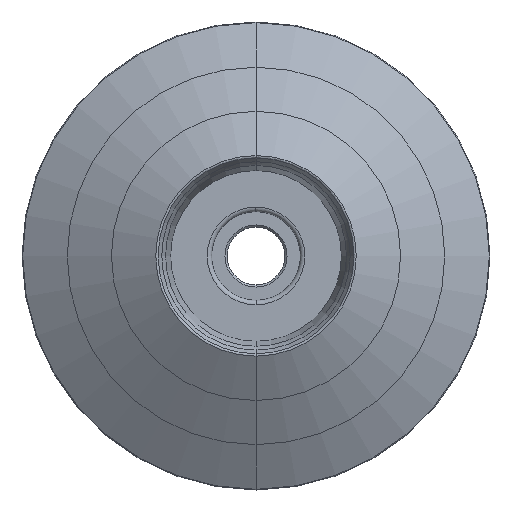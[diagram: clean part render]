
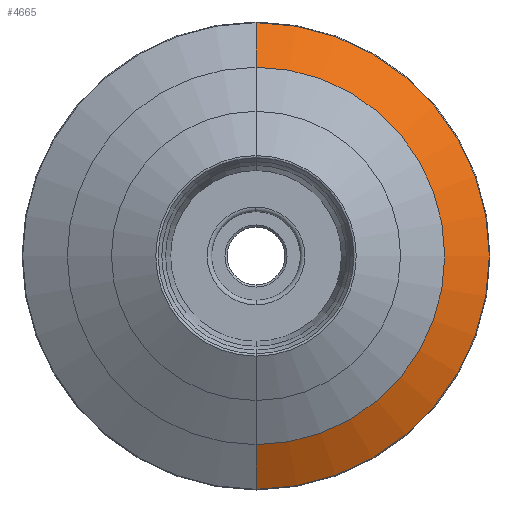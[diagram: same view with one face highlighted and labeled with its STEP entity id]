
A CAD part, top view. The second image highlights one B-rep face of the part: STEP entity #4665.
In plain terms, the highlighted face is a revolution surface.
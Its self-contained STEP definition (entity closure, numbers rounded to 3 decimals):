
#2099=CARTESIAN_POINT('',(0.,0.,38.445));
#2100=DIRECTION('',(0.,0.,-1.));
#2101=DIRECTION('',(0.,1.,0.));
#2102=AXIS2_PLACEMENT_3D('',#2099,#2100,#2101);
#2108=CARTESIAN_POINT('',(0.,42.517,38.445));
#2144=CARTESIAN_POINT('',(0.,-42.517,38.445));
#3217=CARTESIAN_POINT('',(0.,52.568,32.64));
#3253=CARTESIAN_POINT('',(0.,-52.568,32.64));
#3274=CARTESIAN_POINT('',(0.,0.,32.64));
#3275=DIRECTION('',(0.,0.,-1.));
#3276=DIRECTION('',(0.,1.,0.));
#3277=AXIS2_PLACEMENT_3D('',#3274,#3275,#3276);
#3282=CARTESIAN_POINT('',(0.,52.568,32.64));
#3283=CARTESIAN_POINT('',(0.,52.451,32.71));
#3284=CARTESIAN_POINT('',(0.,52.219,32.849));
#3285=CARTESIAN_POINT('',(0.,51.87,33.057));
#3286=CARTESIAN_POINT('',(0.,51.521,33.265));
#3287=CARTESIAN_POINT('',(0.,51.172,33.472));
#3288=CARTESIAN_POINT('',(0.,50.822,33.679));
#3289=CARTESIAN_POINT('',(0.,50.473,33.885));
#3290=CARTESIAN_POINT('',(0.,50.123,34.091));
#3291=CARTESIAN_POINT('',(0.,49.773,34.296));
#3292=CARTESIAN_POINT('',(0.,49.424,34.501));
#3293=CARTESIAN_POINT('',(0.,49.074,34.706));
#3294=CARTESIAN_POINT('',(0.,48.724,34.909));
#3295=CARTESIAN_POINT('',(0.,48.374,35.113));
#3296=CARTESIAN_POINT('',(0.,48.023,35.316));
#3297=CARTESIAN_POINT('',(0.,47.673,35.519));
#3298=CARTESIAN_POINT('',(0.,47.323,35.721));
#3299=CARTESIAN_POINT('',(0.,46.972,35.923));
#3300=CARTESIAN_POINT('',(0.,46.622,36.124));
#3301=CARTESIAN_POINT('',(0.,46.272,36.324));
#3302=CARTESIAN_POINT('',(0.,45.922,36.524));
#3303=CARTESIAN_POINT('',(0.,45.572,36.724));
#3304=CARTESIAN_POINT('',(0.,45.222,36.923));
#3305=CARTESIAN_POINT('',(0.,44.872,37.121));
#3306=CARTESIAN_POINT('',(0.,44.523,37.319));
#3307=CARTESIAN_POINT('',(0.,44.173,37.516));
#3308=CARTESIAN_POINT('',(0.,43.824,37.713));
#3309=CARTESIAN_POINT('',(0.,43.475,37.909));
#3310=CARTESIAN_POINT('',(0.,43.126,38.105));
#3311=CARTESIAN_POINT('',(0.,42.806,38.283));
#3312=CARTESIAN_POINT('',(0.,42.603,38.397));
#3313=CARTESIAN_POINT('',(0.,42.517,38.445));
#3318=CARTESIAN_POINT('',(0.,-52.568,32.64));
#3319=CARTESIAN_POINT('',(0.,-52.451,
32.71));
#3320=CARTESIAN_POINT('',(0.,-52.219,
32.849));
#3321=CARTESIAN_POINT('',(0.,-51.87,
33.057));
#3322=CARTESIAN_POINT('',(0.,-51.521,
33.265));
#3323=CARTESIAN_POINT('',(0.,-51.172,
33.472));
#3324=CARTESIAN_POINT('',(0.,-50.822,
33.679));
#3325=CARTESIAN_POINT('',(0.,-50.473,
33.885));
#3326=CARTESIAN_POINT('',(0.,-50.123,
34.091));
#3327=CARTESIAN_POINT('',(0.,-49.773,
34.296));
#3328=CARTESIAN_POINT('',(0.,-49.424,
34.501));
#3329=CARTESIAN_POINT('',(0.,-49.074,
34.706));
#3330=CARTESIAN_POINT('',(0.,-48.724,
34.909));
#3331=CARTESIAN_POINT('',(0.,-48.374,
35.113));
#3332=CARTESIAN_POINT('',(0.,-48.023,
35.316));
#3333=CARTESIAN_POINT('',(0.,-47.673,
35.519));
#3334=CARTESIAN_POINT('',(0.,-47.323,
35.721));
#3335=CARTESIAN_POINT('',(0.,-46.972,
35.923));
#3336=CARTESIAN_POINT('',(0.,-46.622,
36.124));
#3337=CARTESIAN_POINT('',(0.,-46.272,
36.324));
#3338=CARTESIAN_POINT('',(0.,-45.922,
36.524));
#3339=CARTESIAN_POINT('',(0.,-45.572,
36.724));
#3340=CARTESIAN_POINT('',(0.,-45.222,
36.923));
#3341=CARTESIAN_POINT('',(0.,-44.872,
37.121));
#3342=CARTESIAN_POINT('',(0.,-44.523,
37.319));
#3343=CARTESIAN_POINT('',(0.,-44.173,
37.516));
#3344=CARTESIAN_POINT('',(0.,-43.824,
37.713));
#3345=CARTESIAN_POINT('',(0.,-43.475,
37.909));
#3346=CARTESIAN_POINT('',(0.,-43.126,
38.105));
#3347=CARTESIAN_POINT('',(0.,-42.806,
38.283));
#3348=CARTESIAN_POINT('',(0.,-42.603,38.397));
#3349=CARTESIAN_POINT('',(0.,-42.517,38.445));
#3362=VERTEX_POINT('',#2108);
#3377=VERTEX_POINT('',#3217);
#3378=VERTEX_POINT('',#2144);
#3393=VERTEX_POINT('',#3253);
#4620=CARTESIAN_POINT('',(0.,42.517,38.445));
#4621=CARTESIAN_POINT('',(0.,42.603,38.397));
#4622=CARTESIAN_POINT('',(0.,42.806,38.283));
#4623=CARTESIAN_POINT('',(0.,43.126,38.105));
#4624=CARTESIAN_POINT('',(0.,43.475,37.909));
#4625=CARTESIAN_POINT('',(0.,43.824,37.713));
#4626=CARTESIAN_POINT('',(0.,44.173,37.516));
#4627=CARTESIAN_POINT('',(0.,44.523,37.319));
#4628=CARTESIAN_POINT('',(0.,44.872,37.121));
#4629=CARTESIAN_POINT('',(0.,45.222,36.923));
#4630=CARTESIAN_POINT('',(0.,45.572,36.724));
#4631=CARTESIAN_POINT('',(0.,45.922,36.524));
#4632=CARTESIAN_POINT('',(0.,46.272,36.324));
#4633=CARTESIAN_POINT('',(0.,46.622,36.124));
#4634=CARTESIAN_POINT('',(0.,46.972,35.923));
#4635=CARTESIAN_POINT('',(0.,47.323,35.721));
#4636=CARTESIAN_POINT('',(0.,47.673,35.519));
#4637=CARTESIAN_POINT('',(0.,48.023,35.316));
#4638=CARTESIAN_POINT('',(0.,48.374,35.113));
#4639=CARTESIAN_POINT('',(0.,48.724,34.909));
#4640=CARTESIAN_POINT('',(0.,49.074,34.706));
#4641=CARTESIAN_POINT('',(0.,49.424,34.501));
#4642=CARTESIAN_POINT('',(0.,49.773,34.296));
#4643=CARTESIAN_POINT('',(0.,50.123,34.091));
#4644=CARTESIAN_POINT('',(0.,50.473,33.885));
#4645=CARTESIAN_POINT('',(0.,50.822,33.679));
#4646=CARTESIAN_POINT('',(0.,51.172,33.472));
#4647=CARTESIAN_POINT('',(0.,51.521,33.265));
#4648=CARTESIAN_POINT('',(0.,51.87,33.057));
#4649=CARTESIAN_POINT('',(0.,52.219,32.849));
#4650=CARTESIAN_POINT('',(0.,52.451,32.71));
#4651=CARTESIAN_POINT('',(0.,52.568,32.64));
#4653=CARTESIAN_POINT('',(0.,0.,51.253));
#4654=DIRECTION('',(0.,0.,-1.));
#4655=AXIS1_PLACEMENT('',#4653,#4654);
#4656=SURFACE_OF_REVOLUTION('',#4652,#4655);
#4658=ORIENTED_EDGE('',*,*,#4657,.F.);
#4659=ORIENTED_EDGE('',*,*,#4615,.T.);
#4661=ORIENTED_EDGE('',*,*,#4660,.T.);
#4662=ORIENTED_EDGE('',*,*,#3433,.F.);
#4663=EDGE_LOOP('',(#4658,#4659,#4661,#4662));
#4664=FACE_OUTER_BOUND('',#4663,.F.);
#4665=ADVANCED_FACE('',(#4664),#4656,.T.);
#2103=CIRCLE('',#2102,42.517);
#3278=CIRCLE('',#3277,52.568);
#3314=B_SPLINE_CURVE_WITH_KNOTS('',3,(#3282,#3283,#3284,#3285,#3286,#3287,#3288,
#3289,#3290,#3291,#3292,#3293,#3294,#3295,#3296,#3297,#3298,#3299,#3300,#3301,
#3302,#3303,#3304,#3305,#3306,#3307,#3308,#3309,#3310,#3311,#3312,#3313),
.UNSPECIFIED.,.F.,.F.,(4,1,1,1,1,1,1,1,1,1,1,1,1,1,1,1,1,1,1,1,1,1,1,1,1,1,1,1,
1,4),(0.,0.035,0.07,0.105,
0.14,0.175,0.21,0.245,
0.28,0.315,0.35,0.385,
0.419,0.454,0.489,0.524,
0.559,0.594,0.628,0.663,
0.698,0.733,0.767,0.802,
0.836,0.871,0.905,0.94,
0.974,1.),.UNSPECIFIED.);
#3350=B_SPLINE_CURVE_WITH_KNOTS('',3,(#3318,#3319,#3320,#3321,#3322,#3323,#3324,
#3325,#3326,#3327,#3328,#3329,#3330,#3331,#3332,#3333,#3334,#3335,#3336,#3337,
#3338,#3339,#3340,#3341,#3342,#3343,#3344,#3345,#3346,#3347,#3348,#3349),
.UNSPECIFIED.,.F.,.F.,(4,1,1,1,1,1,1,1,1,1,1,1,1,1,1,1,1,1,1,1,1,1,1,1,1,1,1,1,
1,4),(0.,0.035,0.07,0.105,
0.14,0.175,0.21,0.245,
0.28,0.315,0.35,0.385,
0.419,0.454,0.489,0.524,
0.559,0.594,0.628,0.663,
0.698,0.733,0.767,0.802,
0.836,0.871,0.905,0.94,
0.974,1.),.UNSPECIFIED.);
#3433=EDGE_CURVE('',#3362,#3378,#2103,.T.);
#4615=EDGE_CURVE('',#3377,#3393,#3278,.T.);
#4652=B_SPLINE_CURVE_WITH_KNOTS('',3,(#4620,#4621,#4622,#4623,#4624,#4625,#4626,
#4627,#4628,#4629,#4630,#4631,#4632,#4633,#4634,#4635,#4636,#4637,#4638,#4639,
#4640,#4641,#4642,#4643,#4644,#4645,#4646,#4647,#4648,#4649,#4650,#4651),
.UNSPECIFIED.,.F.,.F.,(4,1,1,1,1,1,1,1,1,1,1,1,1,1,1,1,1,1,1,1,1,1,1,1,1,1,1,1,
1,4),(0.,0.026,0.06,0.095,
0.129,0.164,0.198,0.233,
0.267,0.302,0.337,0.372,
0.406,0.441,0.476,0.511,
0.546,0.581,0.615,0.65,
0.685,0.72,0.755,0.79,
0.825,0.86,0.895,0.93,
0.965,1.),.UNSPECIFIED.);
#4657=EDGE_CURVE('',#3377,#3362,#3314,.T.);
#4660=EDGE_CURVE('',#3393,#3378,#3350,.T.);
